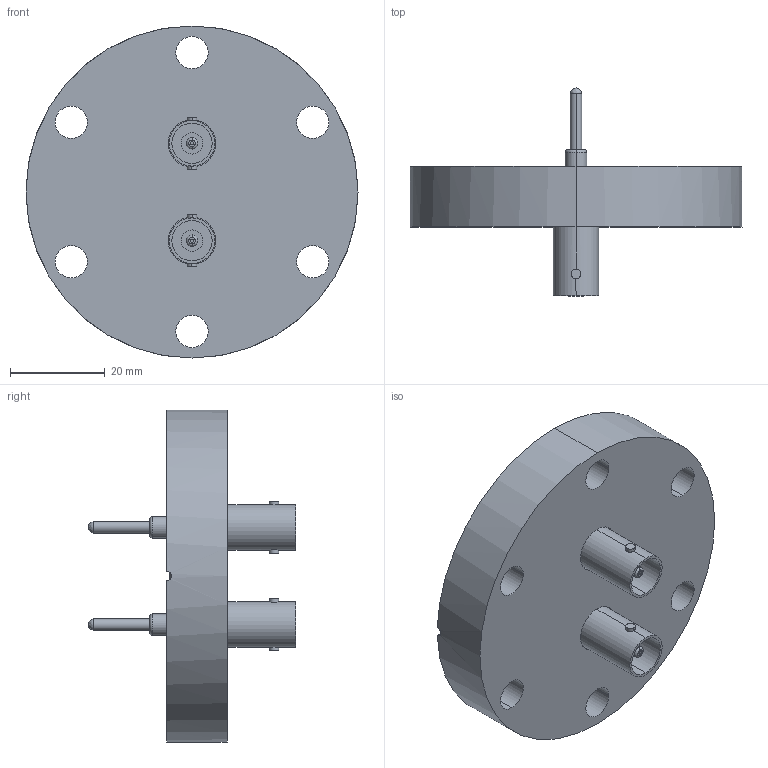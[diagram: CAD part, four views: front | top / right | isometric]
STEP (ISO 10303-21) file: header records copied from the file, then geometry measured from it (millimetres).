
FILE_DESCRIPTION (( 'STEP AP214' ), '1' );
FILE_NAME ('242-BNC50-C40-2.step', '2025-02-18T20:43:58', ( '' ), ( '' ), 'SwSTEP 2.0', 'SolidWorks 2022', '' );
FILE_SCHEMA (( 'AUTOMOTIVE_DESIGN' ));
Length unit declared in the file: millimetre
Products named in the file (3): 242-BNC50-I; 242-BNC50-C40-2; 9411-C40-9.6-2_411-CB40
Assembly tree (3 placements, depth 2):
  242-BNC50-C40-2
    9411-C40-9.6-2_411-CB40
    242-BNC50-I  x2
Bounding box: 69.9 x 43.75 x 69.9 mm (x, y, z)
Volume: 41971.1 mm3; surface area: 16054.4 mm2
Topology: 1 solids, 5 shells, 108 faces, 244 edges, 152 vertices
Faces by surface type: cylinder 66, plane 26, torus 8, cone 4, bspline 4
Entity records: 2357 total; most frequent: CARTESIAN_POINT 509, DIRECTION 412, ORIENTED_EDGE 326, AXIS2_PLACEMENT_3D 179, EDGE_CURVE 164, VERTEX_POINT 106, CIRCLE 102, EDGE_LOOP 97
